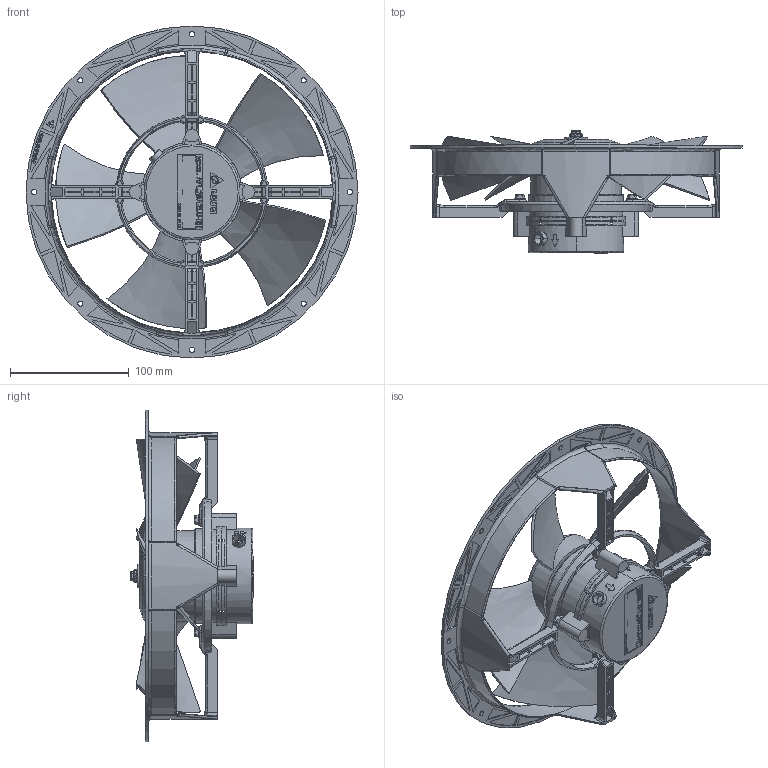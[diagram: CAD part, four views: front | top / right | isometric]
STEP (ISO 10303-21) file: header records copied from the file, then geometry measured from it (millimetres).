
FILE_DESCRIPTION((''),'2;1');
FILE_NAME('DELTA_EST_FAN_AFL28A2LU-BRA01','2018-04-13T',('HARVEY.WU'),(''),'PRO/ENGINEER BY PARAMETRIC TECHNOLOGY CORPORATION, 2008150','PRO/ENGINEER BY PARAMETRIC TECHNOLOGY CORPORATION, 2008150','');
FILE_SCHEMA(('CONFIG_CONTROL_DESIGN'));
Products named in the file (1): DELTA_EST_FAN_AFL28A2LU-BRA01
Bounding box: 279.6 x 103 x 279.6 mm (x, y, z)
Surface area: 234864.9 mm2 (no closed solid volume)
Topology: 0 solids, 10 shells, 2840 faces, 7753 edges, 5038 vertices
Faces by surface type: plane 2099, cylinder 450, bspline 106, torus 82, cone 66, extrusion 29, sphere 8
Entity records: 95911 total; most frequent: CARTESIAN_POINT 24691, ORIENTED_EDGE 15488, DIRECTION 13681, EDGE_CURVE 7748, VECTOR 5851, LINE 5822, VERTEX_POINT 5038, AXIS2_PLACEMENT_3D 3915
